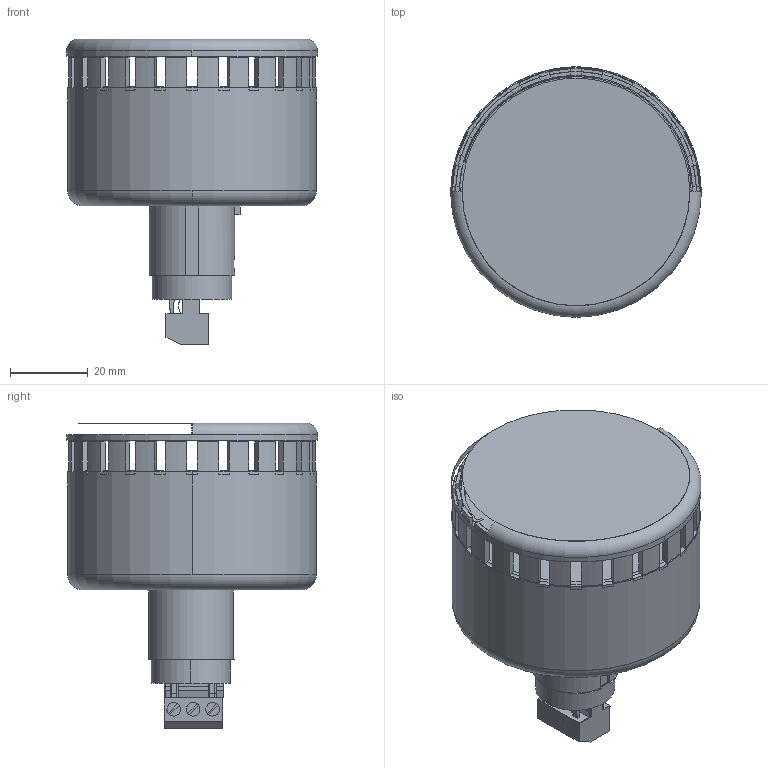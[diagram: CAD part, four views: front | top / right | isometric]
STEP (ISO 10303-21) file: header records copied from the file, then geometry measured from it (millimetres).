
FILE_DESCRIPTION((''),'2;1');
FILE_NAME('ESG-65mm-buzzer-bzr SS.stp','2012-12-11T10:05:06',(''),(''),'Mechanical Desktop 2011','Mechanical Desktop 2011',', , ');
FILE_SCHEMA(('CONFIG_CONTROL_DESIGN'));
Length unit declared in the file: millimetre
Products named in the file (1): Product
Bounding box: 64.6 x 64.6 x 78.8 mm (x, y, z)
Volume: 86726.8 mm3; surface area: 24141.4 mm2
Topology: 2 solids, 107 shells, 362 faces, 1917 edges, 1921 vertices
Faces by surface type: bspline 249, cylinder 81, torus 26, plane 4, cone 2
Entity records: 20277 total; most frequent: CARTESIAN_POINT 10340, QUASI_UNIFORM_CURVE 2230, PCURVE 1357, COMPOSITE_CURVE_SEGMENT 1357, DIRECTION 852, ORIENTED_EDGE 450, EDGE_CURVE 438, VERTEX_POINT 434
